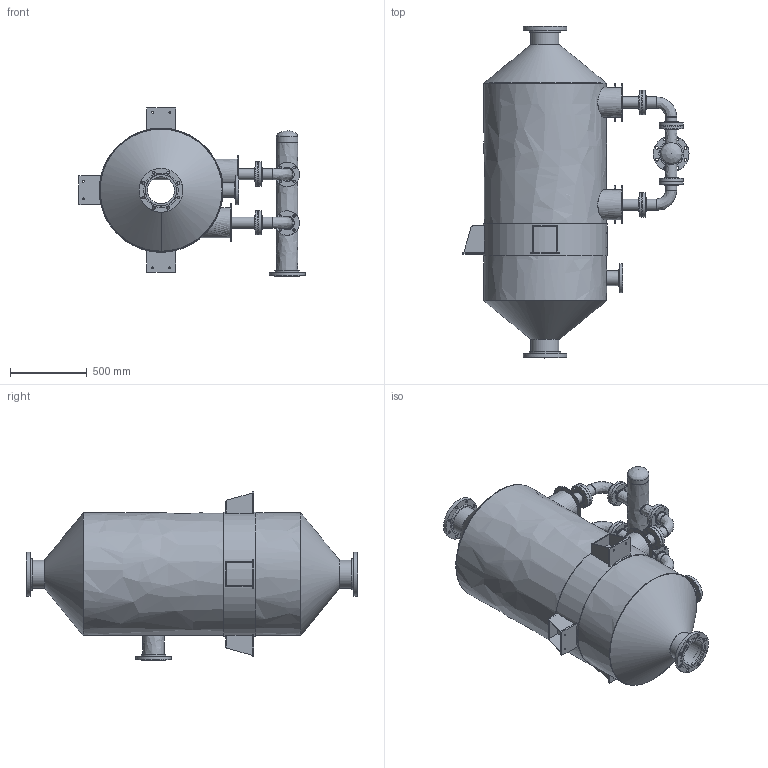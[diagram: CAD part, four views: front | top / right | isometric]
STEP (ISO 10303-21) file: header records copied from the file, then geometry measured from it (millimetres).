
FILE_DESCRIPTION(('FreeCAD Model'),'2;1');
FILE_NAME('Open CASCADE Shape Model','2025-05-08T00:28:36',('FreeCAD'),( 'FreeCAD'),'Open CASCADE STEP processor 7.6','FreeCAD','Unknown');
FILE_SCHEMA(('AUTOMOTIVE_DESIGN { 1 0 10303 214 1 1 1 1 }'));
Products named in the file (1): Open CASCADE STEP translator 7.6 1
Bounding box: 1472.38 x 2161.57 x 1094.38 mm (x, y, z)
Volume: 32999268.4 mm3; surface area: 16893760.1 mm2
Topology: 95 solids, 95 shells, 882 faces, 1983 edges, 1330 vertices
Faces by surface type: bspline 882
Entity records: 65664 total; most frequent: CARTESIAN_POINT 53059, ORIENTED_EDGE 3950, EDGE_CURVE 1975, FACE_BOUND 1413, EDGE_LOOP 1413, VERTEX_POINT 1330, B_SPLINE_CURVE_WITH_KNOTS 1047, ADVANCED_FACE 882
